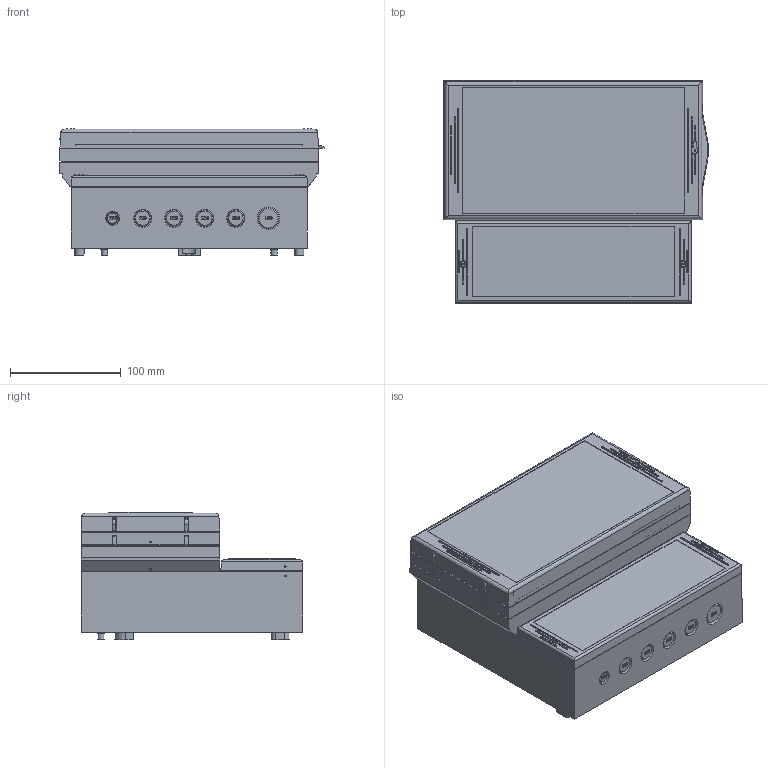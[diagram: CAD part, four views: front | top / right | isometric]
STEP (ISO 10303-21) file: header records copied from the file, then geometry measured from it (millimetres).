
FILE_DESCRIPTION((''),'2;1');
FILE_NAME('kat-mbrc2-20-f-k.stp','2009-12-10T09:46:41',('marcel.johanning'),(''),'Autodesk Inventor 2010','Autodesk Inventor 2010','');
FILE_SCHEMA(('AUTOMOTIVE_DESIGN { 1 0 10303 214 1 1 1 1 }'));
Length unit declared in the file: millimetre
Products named in the file (18): MB05-X20-MBRCA20-Foliendeckel-Klarsichtdeckel; MB05-X20-MBRCA20-Grundaufbau; Gewinde Dübel M3; Stopfen GPN910-2179; mbrca20-X20-UT; Deckel-Anschlussraum 20; DIN 7964 A  M3 x 16; 231-Adapterecke-X01; MB05-X20-Foliendeckel; Deckhalteplatte; mbrca20-Deckel1; MB05-X20-Klarsichtdeckel; DIN EN ISO 7045  H  M2.5 x 6 - 4.8 - H; Klarsichthaube-mbrca20; Schloss-d6; Lagerplatte-Gelenk; Verriegelungsclip 20; Mb05-Z08-Gelenk
Assembly tree (36 placements, depth 3):
  MB05-X20-MBRCA20-Foliendeckel-Klarsichtdeckel
    MB05-X20-MBRCA20-Grundaufbau
      Gewinde Dübel M3  x6
      Stopfen GPN910-2179
      mbrca20-X20-UT
      Deckel-Anschlussraum 20
      DIN 7964 A  M3 x 16  x2
      231-Adapterecke-X01  x4
    MB05-X20-Foliendeckel
      Deckhalteplatte  x2
      mbrca20-Deckel1
      DIN 7964 A  M3 x 16  x4
    MB05-X20-Klarsichtdeckel
      DIN EN ISO 7045  H  M2.5 x 6 - 4.8 - H  x4
      Klarsichthaube-mbrca20
      Schloss-d6
      Lagerplatte-Gelenk  x2
      Verriegelungsclip 20
      Mb05-Z08-Gelenk  x2
Bounding box: 238 x 200 x 115.25 mm (x, y, z)
Volume: 686075.7 mm3; surface area: 504514.1 mm2
Topology: 33 solids, 33 shells, 2788 faces, 7118 edges, 4660 vertices
Faces by surface type: plane 1478, bspline 628, cylinder 359, cone 286, torus 33, sphere 4
Full cylindrical faces by diameter (mm): 1.5 x1, 2.256 x4, 2.3 x6, 2.5 x4, 2.9 x4, 3 x6, 3.9 x6, 5.5 x4, 7 x2, 13.4 x1, 18 x1
Entity records: 82604 total; most frequent: CARTESIAN_POINT 25540, ORIENTED_EDGE 11876, DIRECTION 10522, EDGE_CURVE 5938, VERTEX_POINT 4080, VECTOR 3802, LINE 3802, AXIS2_PLACEMENT_3D 3360
